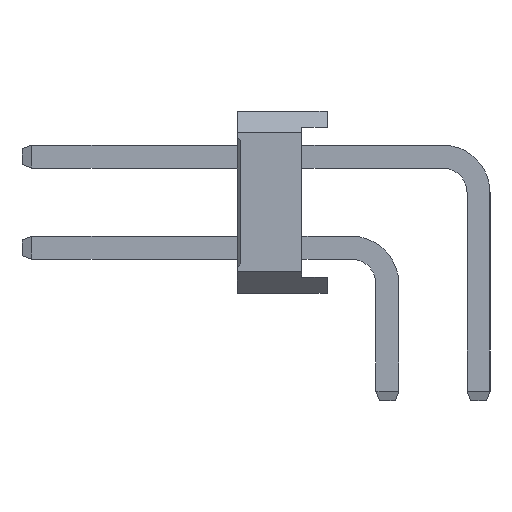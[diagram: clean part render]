
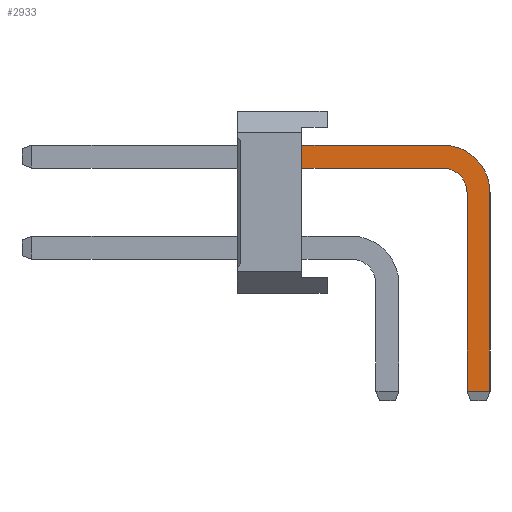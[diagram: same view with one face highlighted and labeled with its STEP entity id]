
A CAD part, left-side view. The second image highlights one B-rep face of the part: STEP entity #2933.
In plain terms, the highlighted planar face has unit normal (-1, 0, 0).
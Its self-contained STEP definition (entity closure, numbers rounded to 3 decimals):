
#2933=ADVANCED_FACE('',(#9387),#9389,.T.);
#9387=FACE_BOUND('',#9388,.T.);
#9388=EDGE_LOOP('',(#14481,#14482,#14483,#14484,#14485,#14486,#14487,#14488));
#9389=PLANE('',#9390);
#9390=AXIS2_PLACEMENT_3D('',#9391,#9392,#9393);
#9391=CARTESIAN_POINT('',(-0.32,-2.22,-3.));
#9392=DIRECTION('',(-1.,0.,0.));
#9393=DIRECTION('',(0.,-1.,0.));
#14481=ORIENTED_EDGE('',*,*,#17594,.T.);
#14482=ORIENTED_EDGE('',*,*,#17595,.T.);
#14483=ORIENTED_EDGE('',*,*,#17596,.T.);
#14484=ORIENTED_EDGE('',*,*,#17597,.T.);
#14485=ORIENTED_EDGE('',*,*,#16771,.T.);
#14486=ORIENTED_EDGE('',*,*,#17593,.F.);
#14487=ORIENTED_EDGE('',*,*,#17598,.F.);
#14488=ORIENTED_EDGE('',*,*,#17599,.F.);
#16771=EDGE_CURVE('',#19062,#19060,#19063,.T.);
#17593=EDGE_CURVE('',#20358,#19060,#20360,.T.);
#17594=EDGE_CURVE('',#20361,#20362,#20363,.T.);
#17595=EDGE_CURVE('',#20362,#20364,#20365,.T.);
#17596=EDGE_CURVE('',#20364,#20366,#20367,.T.);
#17597=EDGE_CURVE('',#20366,#19062,#20368,.T.);
#17598=EDGE_CURVE('',#20369,#20358,#20370,.T.);
#17599=EDGE_CURVE('',#20361,#20369,#20371,.T.);
#19060=VERTEX_POINT('',#22930);
#19062=VERTEX_POINT('',#22934);
#19063=LINE('',#22935,#22936);
#20358=VERTEX_POINT('',#25926);
#20360=LINE('',#25930,#25931);
#20361=VERTEX_POINT('',#25933);
#20362=VERTEX_POINT('',#25934);
#20363=LINE('',#25935,#25936);
#20364=VERTEX_POINT('',#25938);
#20365=LINE('',#25939,#25940);
#20366=VERTEX_POINT('',#25942);
#20367=CIRCLE('',#25943,1.32);
#20368=LINE('',#25947,#25948);
#20369=VERTEX_POINT('',#25950);
#20370=CIRCLE('',#25951,0.68);
#20371=LINE('',#25955,#25956);
#22930=CARTESIAN_POINT('',(-0.32,2.38,3.49));
#22934=CARTESIAN_POINT('',(-0.32,2.38,4.13));
#22935=CARTESIAN_POINT('',(-0.32,2.38,4.13));
#22936=VECTOR('',#22937,1.);
#22937=DIRECTION('',(0.,0.,-1.));
#25926=CARTESIAN_POINT('',(-0.32,-1.54,3.49));
#25930=CARTESIAN_POINT('',(-0.32,-1.54,3.49));
#25931=VECTOR('',#25932,1.);
#25932=DIRECTION('',(0.,1.,0.));
#25933=CARTESIAN_POINT('',(-0.32,-2.22,-2.725));
#25934=CARTESIAN_POINT('',(-0.32,-2.86,-2.725));
#25935=CARTESIAN_POINT('',(-0.32,-2.22,-2.725));
#25936=VECTOR('',#25937,1.);
#25937=DIRECTION('',(0.,-1.,0.));
#25938=CARTESIAN_POINT('',(-0.32,-2.86,2.81));
#25939=CARTESIAN_POINT('',(-0.32,-2.86,-2.725));
#25940=VECTOR('',#25941,1.);
#25941=DIRECTION('',(0.,0.,1.));
#25942=CARTESIAN_POINT('',(-0.32,-1.54,4.13));
#25943=AXIS2_PLACEMENT_3D('',#25944,#25945,#25946);
#25944=CARTESIAN_POINT('',(-0.32,-1.54,2.81));
#25945=DIRECTION('',(-1.,0.,0.));
#25946=DIRECTION('',(0.,-1.,0.));
#25947=CARTESIAN_POINT('',(-0.32,-1.54,4.13));
#25948=VECTOR('',#25949,1.);
#25949=DIRECTION('',(0.,1.,0.));
#25950=CARTESIAN_POINT('',(-0.32,-2.22,2.81));
#25951=AXIS2_PLACEMENT_3D('',#25952,#25953,#25954);
#25952=CARTESIAN_POINT('',(-0.32,-1.54,2.81));
#25953=DIRECTION('',(-1.,0.,0.));
#25954=DIRECTION('',(0.,-1.,0.));
#25955=CARTESIAN_POINT('',(-0.32,-2.22,-2.725));
#25956=VECTOR('',#25957,1.);
#25957=DIRECTION('',(0.,0.,1.));
